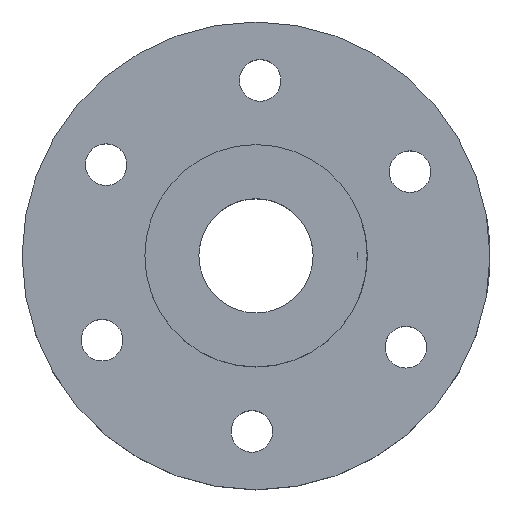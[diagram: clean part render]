
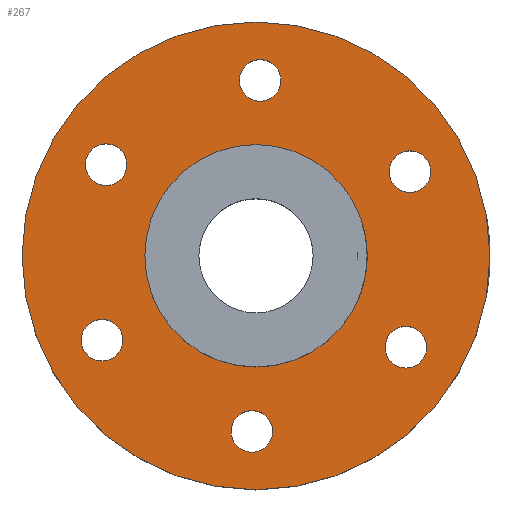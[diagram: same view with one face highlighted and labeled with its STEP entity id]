
A CAD part, top view. The second image highlights one B-rep face of the part: STEP entity #267.
In plain terms, the highlighted planar face has unit normal (0, 0, 1).
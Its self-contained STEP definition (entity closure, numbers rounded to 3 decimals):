
#32=FACE_BOUND('',#85,.T.);
#33=FACE_BOUND('',#86,.T.);
#34=FACE_BOUND('',#87,.T.);
#35=FACE_BOUND('',#88,.T.);
#36=FACE_BOUND('',#89,.T.);
#37=FACE_BOUND('',#90,.T.);
#38=FACE_BOUND('',#91,.T.);
#66=FACE_OUTER_BOUND('',#84,.T.);
#84=EDGE_LOOP('',(#210));
#85=EDGE_LOOP('',(#211));
#86=EDGE_LOOP('',(#212));
#87=EDGE_LOOP('',(#213));
#88=EDGE_LOOP('',(#214));
#89=EDGE_LOOP('',(#215));
#90=EDGE_LOOP('',(#216));
#91=EDGE_LOOP('',(#217));
#136=CIRCLE('',#288,12.7);
#137=CIRCLE('',#289,6.035);
#138=CIRCLE('',#290,1.13);
#139=CIRCLE('',#291,1.13);
#140=CIRCLE('',#292,1.13);
#141=CIRCLE('',#293,1.13);
#142=CIRCLE('',#294,1.13);
#143=CIRCLE('',#295,1.13);
#158=VERTEX_POINT('',#411);
#159=VERTEX_POINT('',#413);
#160=VERTEX_POINT('',#415);
#161=VERTEX_POINT('',#417);
#162=VERTEX_POINT('',#419);
#163=VERTEX_POINT('',#421);
#164=VERTEX_POINT('',#423);
#165=VERTEX_POINT('',#425);
#184=EDGE_CURVE('',#158,#158,#136,.T.);
#185=EDGE_CURVE('',#159,#159,#137,.T.);
#186=EDGE_CURVE('',#160,#160,#138,.T.);
#187=EDGE_CURVE('',#161,#161,#139,.T.);
#188=EDGE_CURVE('',#162,#162,#140,.T.);
#189=EDGE_CURVE('',#163,#163,#141,.T.);
#190=EDGE_CURVE('',#164,#164,#142,.T.);
#191=EDGE_CURVE('',#165,#165,#143,.T.);
#210=ORIENTED_EDGE('',*,*,#184,.T.);
#211=ORIENTED_EDGE('',*,*,#185,.F.);
#212=ORIENTED_EDGE('',*,*,#186,.F.);
#213=ORIENTED_EDGE('',*,*,#187,.F.);
#214=ORIENTED_EDGE('',*,*,#188,.F.);
#215=ORIENTED_EDGE('',*,*,#189,.F.);
#216=ORIENTED_EDGE('',*,*,#190,.F.);
#217=ORIENTED_EDGE('',*,*,#191,.F.);
#262=PLANE('',#287);
#267=ADVANCED_FACE('',(#66,#32,#33,#34,#35,#36,#37,#38),#262,.T.);
#287=AXIS2_PLACEMENT_3D('',#410,#329,#330);
#288=AXIS2_PLACEMENT_3D('',#412,#331,#332);
#289=AXIS2_PLACEMENT_3D('',#414,#333,#334);
#290=AXIS2_PLACEMENT_3D('',#416,#335,#336);
#291=AXIS2_PLACEMENT_3D('',#418,#337,#338);
#292=AXIS2_PLACEMENT_3D('',#420,#339,#340);
#293=AXIS2_PLACEMENT_3D('',#422,#341,#342);
#294=AXIS2_PLACEMENT_3D('',#424,#343,#344);
#295=AXIS2_PLACEMENT_3D('',#426,#345,#346);
#329=DIRECTION('center_axis',(0.,0.,1.));
#330=DIRECTION('ref_axis',(1.,0.,0.));
#331=DIRECTION('center_axis',(0.,0.,1.));
#332=DIRECTION('ref_axis',(1.,0.,0.));
#333=DIRECTION('center_axis',(0.,0.,1.));
#334=DIRECTION('ref_axis',(1.,0.,0.));
#335=DIRECTION('center_axis',(0.,0.,1.));
#336=DIRECTION('ref_axis',(1.,0.,0.));
#337=DIRECTION('center_axis',(0.,0.,1.));
#338=DIRECTION('ref_axis',(1.,0.,0.));
#339=DIRECTION('center_axis',(0.,0.,1.));
#340=DIRECTION('ref_axis',(1.,0.,0.));
#341=DIRECTION('center_axis',(0.,0.,1.));
#342=DIRECTION('ref_axis',(1.,0.,0.));
#343=DIRECTION('center_axis',(0.,0.,1.));
#344=DIRECTION('ref_axis',(1.,0.,0.));
#345=DIRECTION('center_axis',(0.,0.,1.));
#346=DIRECTION('ref_axis',(1.,0.,0.));
#410=CARTESIAN_POINT('Origin',(0.,0.,5.08));
#411=CARTESIAN_POINT('',(12.7,0.,5.08));
#412=CARTESIAN_POINT('Origin',(0.,0.,5.08));
#413=CARTESIAN_POINT('',(6.035,0.,5.08));
#414=CARTESIAN_POINT('Origin',(0.,0.,5.08));
#415=CARTESIAN_POINT('',(9.492,4.572,5.08));
#416=CARTESIAN_POINT('Origin',(8.362,4.572,5.08));
#417=CARTESIAN_POINT('',(9.271,-4.955,5.08));
#418=CARTESIAN_POINT('Origin',(8.14,-4.955,5.08));
#419=CARTESIAN_POINT('',(0.909,-9.527,5.08));
#420=CARTESIAN_POINT('Origin',(-0.221,-9.527,5.08));
#421=CARTESIAN_POINT('',(-7.231,-4.572,5.08));
#422=CARTESIAN_POINT('Origin',(-8.362,-4.572,5.08));
#423=CARTESIAN_POINT('',(-7.01,4.955,5.08));
#424=CARTESIAN_POINT('Origin',(-8.14,4.955,5.08));
#425=CARTESIAN_POINT('',(1.351,9.527,5.08));
#426=CARTESIAN_POINT('Origin',(0.221,9.527,5.08));
